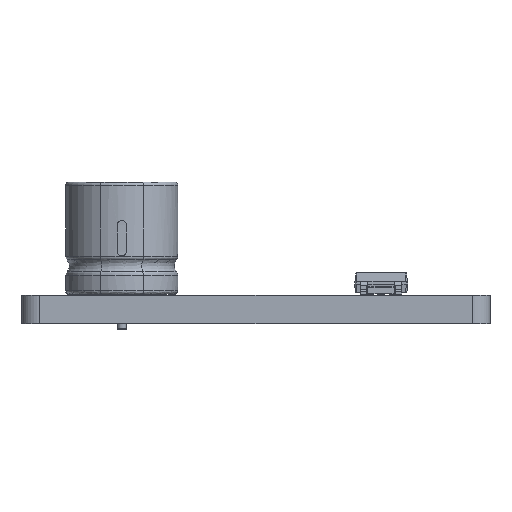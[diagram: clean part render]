
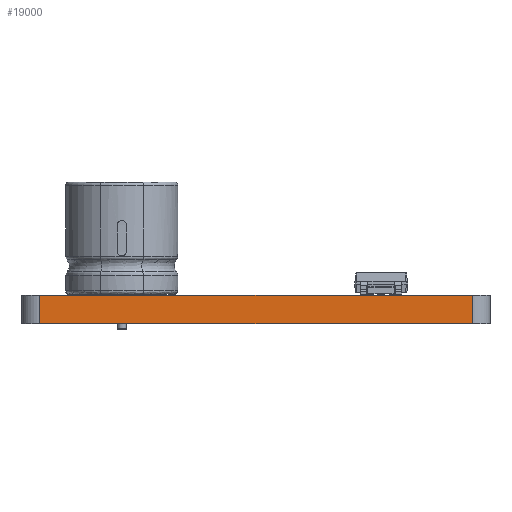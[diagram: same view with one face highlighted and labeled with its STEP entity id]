
A CAD part, front view. The second image highlights one B-rep face of the part: STEP entity #19000.
In plain terms, the highlighted planar face has unit normal (0, -1, 0).
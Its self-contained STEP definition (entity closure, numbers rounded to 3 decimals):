
#16008 = PLANE('',#16009);
#16009 = AXIS2_PLACEMENT_3D('',#16010,#16011,#16012);
#16010 = CARTESIAN_POINT('',(12.125,15.75,1.6));
#16011 = DIRECTION('',(0.,0.,-1.));
#16012 = DIRECTION('',(-1.,0.,0.));
#16062 = PLANE('',#16063);
#16063 = AXIS2_PLACEMENT_3D('',#16064,#16065,#16066);
#16064 = CARTESIAN_POINT('',(12.125,15.75,0.));
#16065 = DIRECTION('',(0.,0.,-1.));
#16066 = DIRECTION('',(-1.,0.,0.));
#16275 = VERTEX_POINT('',#16276);
#16276 = CARTESIAN_POINT('',(12.125,-15.75,0.));
#16295 = CYLINDRICAL_SURFACE('',#16296,1.);
#16296 = AXIS2_PLACEMENT_3D('',#16297,#16298,#16299);
#16297 = CARTESIAN_POINT('',(12.125,-14.75,0.));
#16298 = DIRECTION('',(0.,0.,-1.));
#16299 = DIRECTION('',(1.,0.,0.));
#16307 = EDGE_CURVE('',#16308,#16275,#16310,.T.);
#16308 = VERTEX_POINT('',#16309);
#16309 = CARTESIAN_POINT('',(-12.125,-15.75,0.));
#16310 = SURFACE_CURVE('',#16311,(#16315,#16322),.PCURVE_S1.);
#16311 = LINE('',#16312,#16313);
#16312 = CARTESIAN_POINT('',(-12.125,-15.75,0.));
#16313 = VECTOR('',#16314,1.);
#16314 = DIRECTION('',(1.,0.,0.));
#16315 = PCURVE('',#16062,#16316);
#16316 = DEFINITIONAL_REPRESENTATION('',(#16317),#16321);
#16317 = LINE('',#16318,#16319);
#16318 = CARTESIAN_POINT('',(24.25,-31.5));
#16319 = VECTOR('',#16320,1.);
#16320 = DIRECTION('',(-1.,0.));
#16321 = ( GEOMETRIC_REPRESENTATION_CONTEXT(2) 
PARAMETRIC_REPRESENTATION_CONTEXT() REPRESENTATION_CONTEXT('2D SPACE',''
  ) );
#16322 = PCURVE('',#16323,#16328);
#16323 = PLANE('',#16324);
#16324 = AXIS2_PLACEMENT_3D('',#16325,#16326,#16327);
#16325 = CARTESIAN_POINT('',(-12.125,-15.75,0.));
#16326 = DIRECTION('',(0.,1.,0.));
#16327 = DIRECTION('',(1.,0.,0.));
#16328 = DEFINITIONAL_REPRESENTATION('',(#16329),#16333);
#16329 = LINE('',#16330,#16331);
#16330 = CARTESIAN_POINT('',(0.,0.));
#16331 = VECTOR('',#16332,1.);
#16332 = DIRECTION('',(1.,0.));
#16333 = ( GEOMETRIC_REPRESENTATION_CONTEXT(2) 
PARAMETRIC_REPRESENTATION_CONTEXT() REPRESENTATION_CONTEXT('2D SPACE',''
  ) );
#16356 = CYLINDRICAL_SURFACE('',#16357,1.);
#16357 = AXIS2_PLACEMENT_3D('',#16358,#16359,#16360);
#16358 = CARTESIAN_POINT('',(-12.125,-14.75,0.));
#16359 = DIRECTION('',(0.,0.,-1.));
#16360 = DIRECTION('',(1.,0.,0.));
#17701 = VERTEX_POINT('',#17702);
#17702 = CARTESIAN_POINT('',(12.125,-15.75,1.6));
#17728 = EDGE_CURVE('',#17729,#17701,#17731,.T.);
#17729 = VERTEX_POINT('',#17730);
#17730 = CARTESIAN_POINT('',(-12.125,-15.75,1.6));
#17731 = SURFACE_CURVE('',#17732,(#17736,#17743),.PCURVE_S1.);
#17732 = LINE('',#17733,#17734);
#17733 = CARTESIAN_POINT('',(-12.125,-15.75,1.6));
#17734 = VECTOR('',#17735,1.);
#17735 = DIRECTION('',(1.,0.,0.));
#17736 = PCURVE('',#16008,#17737);
#17737 = DEFINITIONAL_REPRESENTATION('',(#17738),#17742);
#17738 = LINE('',#17739,#17740);
#17739 = CARTESIAN_POINT('',(24.25,-31.5));
#17740 = VECTOR('',#17741,1.);
#17741 = DIRECTION('',(-1.,0.));
#17742 = ( GEOMETRIC_REPRESENTATION_CONTEXT(2) 
PARAMETRIC_REPRESENTATION_CONTEXT() REPRESENTATION_CONTEXT('2D SPACE',''
  ) );
#17743 = PCURVE('',#16323,#17744);
#17744 = DEFINITIONAL_REPRESENTATION('',(#17745),#17749);
#17745 = LINE('',#17746,#17747);
#17746 = CARTESIAN_POINT('',(0.,-1.6));
#17747 = VECTOR('',#17748,1.);
#17748 = DIRECTION('',(1.,0.));
#17749 = ( GEOMETRIC_REPRESENTATION_CONTEXT(2) 
PARAMETRIC_REPRESENTATION_CONTEXT() REPRESENTATION_CONTEXT('2D SPACE',''
  ) );
#18950 = EDGE_CURVE('',#16275,#17701,#18951,.T.);
#18951 = SURFACE_CURVE('',#18952,(#18956,#18963),.PCURVE_S1.);
#18952 = LINE('',#18953,#18954);
#18953 = CARTESIAN_POINT('',(12.125,-15.75,0.));
#18954 = VECTOR('',#18955,1.);
#18955 = DIRECTION('',(0.,0.,1.));
#18956 = PCURVE('',#16295,#18957);
#18957 = DEFINITIONAL_REPRESENTATION('',(#18958),#18962);
#18958 = LINE('',#18959,#18960);
#18959 = CARTESIAN_POINT('',(-4.712,0.));
#18960 = VECTOR('',#18961,1.);
#18961 = DIRECTION('',(0.,-1.));
#18962 = ( GEOMETRIC_REPRESENTATION_CONTEXT(2) 
PARAMETRIC_REPRESENTATION_CONTEXT() REPRESENTATION_CONTEXT('2D SPACE',''
  ) );
#18963 = PCURVE('',#16323,#18964);
#18964 = DEFINITIONAL_REPRESENTATION('',(#18965),#18969);
#18965 = LINE('',#18966,#18967);
#18966 = CARTESIAN_POINT('',(24.25,0.));
#18967 = VECTOR('',#18968,1.);
#18968 = DIRECTION('',(0.,-1.));
#18969 = ( GEOMETRIC_REPRESENTATION_CONTEXT(2) 
PARAMETRIC_REPRESENTATION_CONTEXT() REPRESENTATION_CONTEXT('2D SPACE',''
  ) );
#18979 = EDGE_CURVE('',#16308,#17729,#18980,.T.);
#18980 = SURFACE_CURVE('',#18981,(#18985,#18992),.PCURVE_S1.);
#18981 = LINE('',#18982,#18983);
#18982 = CARTESIAN_POINT('',(-12.125,-15.75,0.));
#18983 = VECTOR('',#18984,1.);
#18984 = DIRECTION('',(0.,0.,1.));
#18985 = PCURVE('',#16356,#18986);
#18986 = DEFINITIONAL_REPRESENTATION('',(#18987),#18991);
#18987 = LINE('',#18988,#18989);
#18988 = CARTESIAN_POINT('',(-4.712,0.));
#18989 = VECTOR('',#18990,1.);
#18990 = DIRECTION('',(0.,-1.));
#18991 = ( GEOMETRIC_REPRESENTATION_CONTEXT(2) 
PARAMETRIC_REPRESENTATION_CONTEXT() REPRESENTATION_CONTEXT('2D SPACE',''
  ) );
#18992 = PCURVE('',#16323,#18993);
#18993 = DEFINITIONAL_REPRESENTATION('',(#18994),#18998);
#18994 = LINE('',#18995,#18996);
#18995 = CARTESIAN_POINT('',(0.,0.));
#18996 = VECTOR('',#18997,1.);
#18997 = DIRECTION('',(0.,-1.));
#18998 = ( GEOMETRIC_REPRESENTATION_CONTEXT(2) 
PARAMETRIC_REPRESENTATION_CONTEXT() REPRESENTATION_CONTEXT('2D SPACE',''
  ) );
#19000 = ADVANCED_FACE('',(#19001),#16323,.F.);
#19001 = FACE_BOUND('',#19002,.F.);
#19002 = EDGE_LOOP('',(#19003,#19004,#19005,#19006));
#19003 = ORIENTED_EDGE('',*,*,#18979,.T.);
#19004 = ORIENTED_EDGE('',*,*,#17728,.T.);
#19005 = ORIENTED_EDGE('',*,*,#18950,.F.);
#19006 = ORIENTED_EDGE('',*,*,#16307,.F.);
